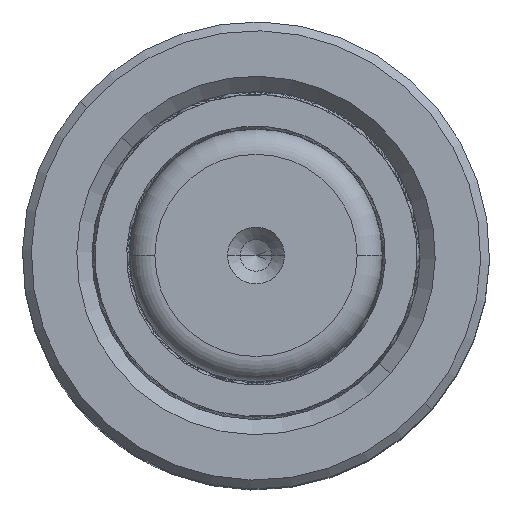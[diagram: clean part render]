
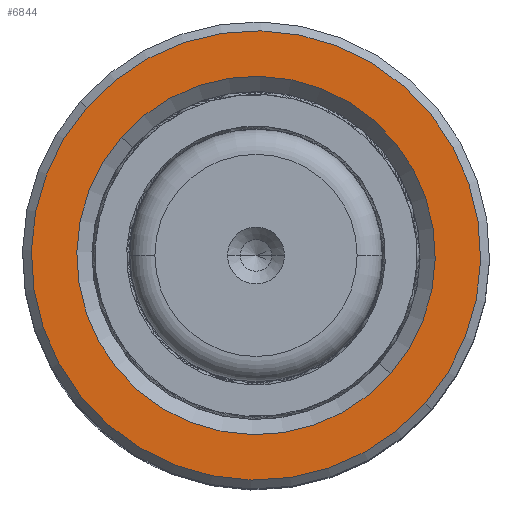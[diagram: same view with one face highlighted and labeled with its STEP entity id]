
A CAD part, top view. The second image highlights one B-rep face of the part: STEP entity #6844.
In plain terms, the highlighted planar face has unit normal (0, 0, 1).
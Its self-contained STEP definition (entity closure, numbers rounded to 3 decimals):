
#230 = AXIS2_PLACEMENT_3D ( 'NONE', #27777, #5428, #2464 ) ;
#1751 = CIRCLE ( 'NONE', #14667, 14.2 ) ;
#1869 = ORIENTED_EDGE ( 'NONE', *, *, #1906, .T. ) ;
#1906 = EDGE_CURVE ( 'NONE', #35743, #3110, #18210, .T. ) ;
#2464 = DIRECTION ( 'NONE',  ( 1., 0., 0. ) ) ;
#2762 = EDGE_CURVE ( 'NONE', #2896, #4969, #21342, .T. ) ;
#2896 = VERTEX_POINT ( 'NONE', #6848 ) ;
#3110 = VERTEX_POINT ( 'NONE', #19307 ) ;
#4362 = CARTESIAN_POINT ( 'NONE',  ( -17.8, 0., 50. ) ) ;
#4969 = VERTEX_POINT ( 'NONE', #35387 ) ;
#5428 = DIRECTION ( 'NONE',  ( 0., 0., 1. ) ) ;
#6844 = ADVANCED_FACE ( 'NONE', ( #31815, #32687 ), #19638, .T. ) ;
#6848 = CARTESIAN_POINT ( 'NONE',  ( -14.2, 0., 50. ) ) ;
#10645 = CARTESIAN_POINT ( 'NONE',  ( 0., 0., 50. ) ) ;
#10803 = AXIS2_PLACEMENT_3D ( 'NONE', #10645, #13216, #24384 ) ;
#11780 = CARTESIAN_POINT ( 'NONE',  ( 0., 0., 50. ) ) ;
#12026 = CARTESIAN_POINT ( 'NONE',  ( 0., 0., 50. ) ) ;
#12462 = EDGE_CURVE ( 'NONE', #4969, #2896, #1751, .T. ) ;
#13216 = DIRECTION ( 'NONE',  ( 0., 0., 1. ) ) ;
#14667 = AXIS2_PLACEMENT_3D ( 'NONE', #11780, #34020, #17160 ) ;
#15039 = AXIS2_PLACEMENT_3D ( 'NONE', #12026, #17632, #20454 ) ;
#16691 = AXIS2_PLACEMENT_3D ( 'NONE', #30724, #30974, #33436 ) ;
#17160 = DIRECTION ( 'NONE',  ( 1., 0., 0. ) ) ;
#17632 = DIRECTION ( 'NONE',  ( 0., 0., -1. ) ) ;
#18210 = CIRCLE ( 'NONE', #10803, 17.8 ) ;
#19307 = CARTESIAN_POINT ( 'NONE',  ( 17.8, 0., 50. ) ) ;
#19638 = PLANE ( 'NONE',  #230 ) ;
#20454 = DIRECTION ( 'NONE',  ( 1., 0., 0. ) ) ;
#21342 = CIRCLE ( 'NONE', #15039, 14.2 ) ;
#24384 = DIRECTION ( 'NONE',  ( 1., 0., 0. ) ) ;
#24560 = ORIENTED_EDGE ( 'NONE', *, *, #27862, .T. ) ;
#26711 = CIRCLE ( 'NONE', #16691, 17.8 ) ;
#27777 = CARTESIAN_POINT ( 'NONE',  ( 0., 0., 50. ) ) ;
#27862 = EDGE_CURVE ( 'NONE', #3110, #35743, #26711, .T. ) ;
#30005 = ORIENTED_EDGE ( 'NONE', *, *, #2762, .T. ) ;
#30724 = CARTESIAN_POINT ( 'NONE',  ( 0., 0., 50. ) ) ;
#30974 = DIRECTION ( 'NONE',  ( 0., 0., 1. ) ) ;
#31045 = ORIENTED_EDGE ( 'NONE', *, *, #12462, .T. ) ;
#31815 = FACE_OUTER_BOUND ( 'NONE', #35182, .T. ) ;
#32194 = EDGE_LOOP ( 'NONE', ( #31045, #30005 ) ) ;
#32687 = FACE_BOUND ( 'NONE', #32194, .T. ) ;
#33436 = DIRECTION ( 'NONE',  ( 1., 0., 0. ) ) ;
#34020 = DIRECTION ( 'NONE',  ( 0., 0., -1. ) ) ;
#35182 = EDGE_LOOP ( 'NONE', ( #1869, #24560 ) ) ;
#35387 = CARTESIAN_POINT ( 'NONE',  ( 14.2, 0., 50. ) ) ;
#35743 = VERTEX_POINT ( 'NONE', #4362 ) ;
